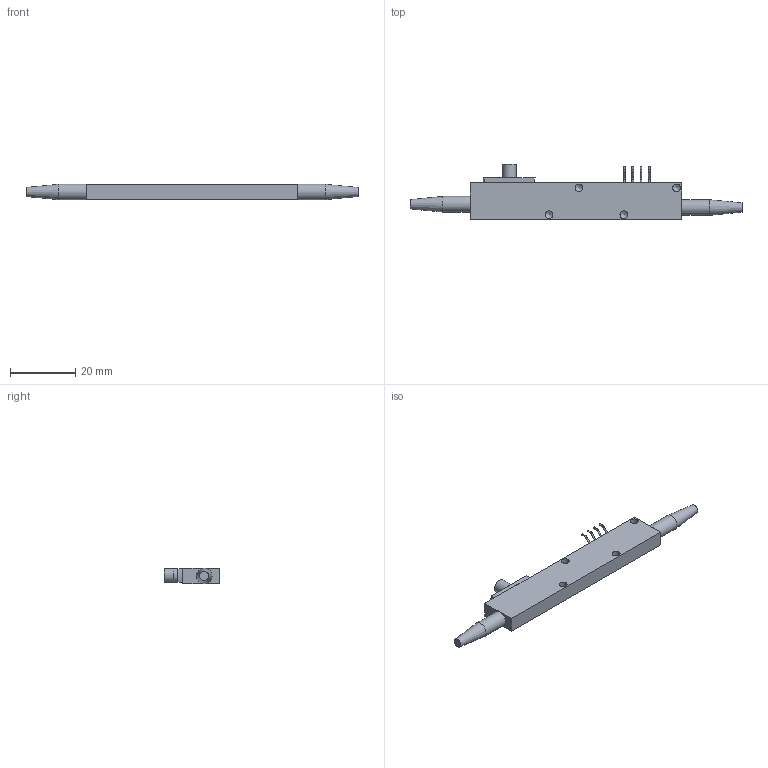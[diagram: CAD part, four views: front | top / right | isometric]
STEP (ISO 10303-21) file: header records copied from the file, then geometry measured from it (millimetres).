
FILE_DESCRIPTION(('FreeCAD Model'),'2;1');
FILE_NAME('Open CASCADE Shape Model','2021-07-14T13:27:34',('Author'),( ''),'Open CASCADE STEP processor 7.5','FreeCAD','Unknown');
FILE_SCHEMA(('AUTOMOTIVE_DESIGN { 1 0 10303 214 1 1 1 1 }'));
Length unit declared in the file: millimetre
Products named in the file (1): Body
Bounding box: 102 x 17.2 x 4.8 mm (x, y, z)
Volume: 3902.3 mm3; surface area: 2985.1 mm2
Topology: 1 solids, 1 shells, 62 faces, 131 edges, 77 vertices
Faces by surface type: cylinder 25, plane 22, torus 8, cone 6, revolution 1
Full cylindrical faces by diameter (mm): 0.381 x1, 0.5 x12, 2.4 x4, 2.616 x2, 3.4 x1, 4.166 x1, 4.8 x2, 15.875 x1
Entity records: 3204 total; most frequent: CARTESIAN_POINT 602, DIRECTION 531, LINE 257, VECTOR 257, ORIENTED_EDGE 238, PCURVE 238, DEFINITIONAL_REPRESENTATION 238, AXIS2_PLACEMENT_3D 128
